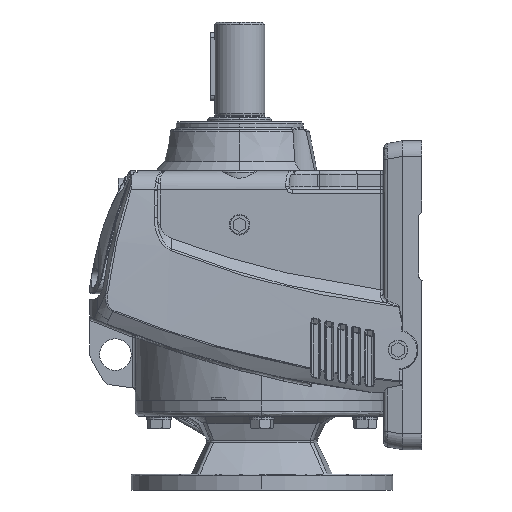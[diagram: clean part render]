
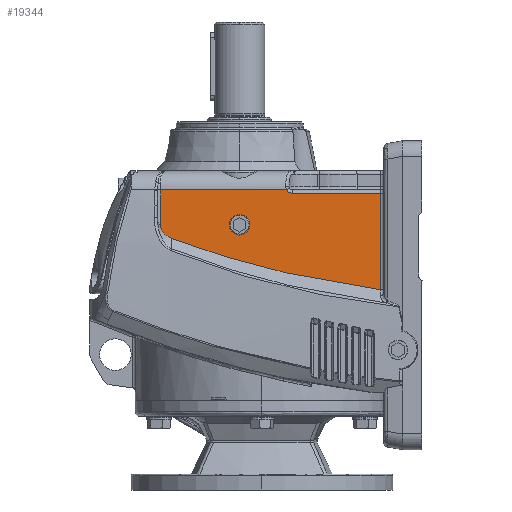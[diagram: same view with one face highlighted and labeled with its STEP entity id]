
A CAD part, left-side view. The second image highlights one B-rep face of the part: STEP entity #19344.
In plain terms, the highlighted planar face has unit normal (-1, 0, 0).
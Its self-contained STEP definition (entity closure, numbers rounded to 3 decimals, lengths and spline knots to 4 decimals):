
#152 = ORIENTED_EDGE ( 'NONE', *, *, #46060, .F. ) ;
#441 = DIRECTION ( 'NONE',  ( 0., 0., 1. ) ) ;
#627 = CARTESIAN_POINT ( 'NONE',  ( -2.9553, 0.8465, -2.9541 ) ) ;
#1009 = CARTESIAN_POINT ( 'NONE',  ( -2.9552, 2.6321, -2.6588 ) ) ;
#1188 = EDGE_CURVE ( 'NONE', #24481, #7817, #23285, .T. ) ;
#3566 = CARTESIAN_POINT ( 'NONE',  ( -2.9552, 3.1836, -0.4724 ) ) ;
#3646 = CARTESIAN_POINT ( 'NONE',  ( -2.9552, 6.3023, -1.4401 ) ) ;
#5047 = CARTESIAN_POINT ( 'NONE',  ( -2.9552, 0.8515, -2.9537 ) ) ;
#5202 = CARTESIAN_POINT ( 'NONE',  ( -2.9552, 6.3166, -1.4104 ) ) ;
#5412 = CARTESIAN_POINT ( 'NONE',  ( -2.9552, 3.8195, -2.3886 ) ) ;
#7006 = VERTEX_POINT ( 'NONE', #9204 ) ;
#7035 = CARTESIAN_POINT ( 'NONE',  ( -2.9552, 3.0464, -0.5512 ) ) ;
#7040 = DIRECTION ( 'NONE',  ( -1., 0., 0. ) ) ;
#7648 = B_SPLINE_CURVE_WITH_KNOTS ( 'NONE', 3,
 ( #627, #48928, #5047, #35876 ),
 .UNSPECIFIED., .F., .F.,
 ( 4, 4 ),
 ( 0., 0.0002 ),
 .UNSPECIFIED. ) ;
#7817 = VERTEX_POINT ( 'NONE', #24908 ) ;
#7879 = CARTESIAN_POINT ( 'NONE',  ( -2.9552, 6.0757, -1.6697 ) ) ;
#7992 = CARTESIAN_POINT ( 'NONE',  ( -2.9552, 3.1375, -0.5233 ) ) ;
#8107 = B_SPLINE_CURVE_WITH_KNOTS ( 'NONE', 3,
 ( #18563, #49303, #22970, #53762, #27391, #1009, #31812, #5412, #36246, #9831, #40637, #14315 ),
 .UNSPECIFIED., .F., .F.,
 ( 4, 2, 2, 2, 2, 4 ),
 ( 0., 0.0149, 0.0381, 0.0613, 0.1077, 0.1361 ),
 .UNSPECIFIED. ) ;
#9204 = CARTESIAN_POINT ( 'NONE',  ( -2.9551, 0.854, -2.9533 ) ) ;
#9816 = EDGE_LOOP ( 'NONE', ( #12619, #152 ) ) ;
#9831 = CARTESIAN_POINT ( 'NONE',  ( -2.9552, 5.3421, -1.9313 ) ) ;
#9991 = ORIENTED_EDGE ( 'NONE', *, *, #33802, .F. ) ;
#10728 = PLANE ( 'NONE',  #38000 ) ;
#12446 = CARTESIAN_POINT ( 'NONE',  ( -2.9552, 3.1134, -0.5366 ) ) ;
#12458 = EDGE_CURVE ( 'NONE', #21484, #17678, #31483, .T. ) ;
#12580 = ORIENTED_EDGE ( 'NONE', *, *, #53643, .F. ) ;
#12619 = ORIENTED_EDGE ( 'NONE', *, *, #12458, .F. ) ;
#13364 = VECTOR ( 'NONE', #42123, 39.3701 ) ;
#14315 = CARTESIAN_POINT ( 'NONE',  ( -2.9552, 6.0446, -1.6812 ) ) ;
#14512 = CARTESIAN_POINT ( 'NONE',  ( -2.9552, 3.5048, -0.5512 ) ) ;
#14782 = LINE ( 'NONE', #15806, #13364 ) ;
#15066 = DIRECTION ( 'NONE',  ( 0., 0., 1. ) ) ;
#15622 = ORIENTED_EDGE ( 'NONE', *, *, #1188, .F. ) ;
#15806 = CARTESIAN_POINT ( 'NONE',  ( -2.9552, 0.8465, -0.5512 ) ) ;
#15827 = DIRECTION ( 'NONE',  ( 0., -1., 0. ) ) ;
#15951 = VECTOR ( 'NONE', #47576, 39.3701 ) ;
#16807 = CARTESIAN_POINT ( 'NONE',  ( -2.9552, 6.145, -1.6268 ) ) ;
#16925 = CARTESIAN_POINT ( 'NONE',  ( -2.9552, 3.094, -0.5441 ) ) ;
#17678 = VERTEX_POINT ( 'NONE', #26704 ) ;
#18563 = CARTESIAN_POINT ( 'NONE',  ( -2.9551, 0.854, -2.9533 ) ) ;
#18655 = ORIENTED_EDGE ( 'NONE', *, *, #46860, .F. ) ;
#19344 = ADVANCED_FACE ( 'NONE', ( #40546, #30212 ), #10728, .F. ) ;
#19635 = DIRECTION ( 'NONE',  ( 0., 0., -1. ) ) ;
#21226 = CARTESIAN_POINT ( 'NONE',  ( -2.9552, 6.1831, -1.5954 ) ) ;
#21336 = CARTESIAN_POINT ( 'NONE',  ( -2.9552, 3.0603, -0.5512 ) ) ;
#21484 = VERTEX_POINT ( 'NONE', #40669 ) ;
#22970 = CARTESIAN_POINT ( 'NONE',  ( -2.9552, 1.2412, -2.9016 ) ) ;
#23285 = LINE ( 'NONE', #41393, #24656 ) ;
#23369 = B_SPLINE_CURVE_WITH_KNOTS ( 'NONE', 3,
 ( #3566, #56372, #34019, #34398, #7992, #38793, #12446, #43254, #16925, #47639, #21336, #52103 ),
 .UNSPECIFIED., .F., .F.,
 ( 4, 2, 2, 2, 2, 4 ),
 ( 0., 0.25, 0.5, 0.625, 0.75, 1. ),
 .UNSPECIFIED. ) ;
#24481 = VERTEX_POINT ( 'NONE', #5202 ) ;
#24656 = VECTOR ( 'NONE', #15066, 39.3701 ) ;
#24663 = CARTESIAN_POINT ( 'NONE',  ( -2.9552, 4.0354, -0.4724 ) ) ;
#24702 = VERTEX_POINT ( 'NONE', #51448 ) ;
#24869 = LINE ( 'NONE', #14512, #15951 ) ;
#24908 = CARTESIAN_POINT ( 'NONE',  ( -2.9552, 6.3166, -0.4724 ) ) ;
#25617 = CARTESIAN_POINT ( 'NONE',  ( -2.9552, 6.2291, -1.5487 ) ) ;
#26704 = CARTESIAN_POINT ( 'NONE',  ( -2.9552, 4.3504, -1.5844 ) ) ;
#26817 = DIRECTION ( 'NONE',  ( -1., 0., 0. ) ) ;
#26901 = VECTOR ( 'NONE', #15827, 39.3701 ) ;
#27391 = CARTESIAN_POINT ( 'NONE',  ( -2.9552, 2.0347, -2.7738 ) ) ;
#28022 = AXIS2_PLACEMENT_3D ( 'NONE', #53186, #26817, #441 ) ;
#28991 = EDGE_CURVE ( 'NONE', #35048, #49103, #23369, .T. ) ;
#30029 = CARTESIAN_POINT ( 'NONE',  ( -2.9552, 6.286, -1.469 ) ) ;
#30212 = FACE_OUTER_BOUND ( 'NONE', #39097, .T. ) ;
#30717 = EDGE_CURVE ( 'NONE', #7006, #52514, #8107, .T. ) ;
#31483 = CIRCLE ( 'NONE', #33254, 0.2458 ) ;
#31812 = CARTESIAN_POINT ( 'NONE',  ( -2.9552, 2.9298, -2.5956 ) ) ;
#32574 = ORIENTED_EDGE ( 'NONE', *, *, #30717, .F. ) ;
#32687 = CARTESIAN_POINT ( 'NONE',  ( -2.9553, 0.8465, -2.9541 ) ) ;
#32918 = ORIENTED_EDGE ( 'NONE', *, *, #42392, .F. ) ;
#33254 = AXIS2_PLACEMENT_3D ( 'NONE', #33432, #7040, #37844 ) ;
#33432 = CARTESIAN_POINT ( 'NONE',  ( -2.9552, 4.3504, -1.3386 ) ) ;
#33802 = EDGE_CURVE ( 'NONE', #52514, #24481, #55446, .T. ) ;
#34019 = CARTESIAN_POINT ( 'NONE',  ( -2.9552, 3.1682, -0.4954 ) ) ;
#34398 = CARTESIAN_POINT ( 'NONE',  ( -2.9552, 3.1487, -0.5148 ) ) ;
#34474 = CARTESIAN_POINT ( 'NONE',  ( -2.9552, 6.3166, -1.4104 ) ) ;
#35048 = VERTEX_POINT ( 'NONE', #39223 ) ;
#35876 = CARTESIAN_POINT ( 'NONE',  ( -2.9551, 0.854, -2.9533 ) ) ;
#36246 = CARTESIAN_POINT ( 'NONE',  ( -2.9552, 4.406, -2.2278 ) ) ;
#37844 = DIRECTION ( 'NONE',  ( 0., 0., 1. ) ) ;
#38000 = AXIS2_PLACEMENT_3D ( 'NONE', #41516, #45979, #19635 ) ;
#38570 = LINE ( 'NONE', #24663, #26901 ) ;
#38677 = CARTESIAN_POINT ( 'NONE',  ( -2.9552, 6.0446, -1.6812 ) ) ;
#38793 = CARTESIAN_POINT ( 'NONE',  ( -2.9552, 3.1196, -0.5336 ) ) ;
#39097 = EDGE_LOOP ( 'NONE', ( #18655, #32918, #12580, #55832, #47762, #15622, #9991, #32574 ) ) ;
#39223 = CARTESIAN_POINT ( 'NONE',  ( -2.9552, 3.1836, -0.4724 ) ) ;
#40546 = FACE_BOUND ( 'NONE', #9816, .T. ) ;
#40637 = CARTESIAN_POINT ( 'NONE',  ( -2.9552, 5.695, -1.8105 ) ) ;
#40669 = CARTESIAN_POINT ( 'NONE',  ( -2.9552, 4.3504, -1.0928 ) ) ;
#41393 = CARTESIAN_POINT ( 'NONE',  ( -2.9552, 6.3166, -2.8652 ) ) ;
#41516 = CARTESIAN_POINT ( 'NONE',  ( -2.9552, 3.5048, -2.8652 ) ) ;
#42123 = DIRECTION ( 'NONE',  ( 0., 0., -1. ) ) ;
#42140 = CARTESIAN_POINT ( 'NONE',  ( -2.9552, 6.0446, -1.6812 ) ) ;
#42392 = EDGE_CURVE ( 'NONE', #24702, #51565, #14782, .T. ) ;
#43144 = CARTESIAN_POINT ( 'NONE',  ( -2.9552, 6.1046, -1.6544 ) ) ;
#43254 = CARTESIAN_POINT ( 'NONE',  ( -2.9552, 3.1006, -0.5419 ) ) ;
#45979 = DIRECTION ( 'NONE',  ( 1., 0., 0. ) ) ;
#46060 = EDGE_CURVE ( 'NONE', #17678, #21484, #53469, .T. ) ;
#46860 = EDGE_CURVE ( 'NONE', #51565, #7006, #7648, .T. ) ;
#47533 = CARTESIAN_POINT ( 'NONE',  ( -2.9552, 6.158, -1.6168 ) ) ;
#47576 = DIRECTION ( 'NONE',  ( 0., -1., 0. ) ) ;
#47639 = CARTESIAN_POINT ( 'NONE',  ( -2.9552, 3.074, -0.5494 ) ) ;
#47762 = ORIENTED_EDGE ( 'NONE', *, *, #52520, .F. ) ;
#48928 = CARTESIAN_POINT ( 'NONE',  ( -2.9552, 0.849, -2.9538 ) ) ;
#49103 = VERTEX_POINT ( 'NONE', #7035 ) ;
#49303 = CARTESIAN_POINT ( 'NONE',  ( -2.9552, 1.0477, -2.9283 ) ) ;
#51448 = CARTESIAN_POINT ( 'NONE',  ( -2.9552, 0.8465, -0.5512 ) ) ;
#51565 = VERTEX_POINT ( 'NONE', #32687 ) ;
#51989 = CARTESIAN_POINT ( 'NONE',  ( -2.9552, 6.1951, -1.584 ) ) ;
#52103 = CARTESIAN_POINT ( 'NONE',  ( -2.9552, 3.0464, -0.5512 ) ) ;
#52514 = VERTEX_POINT ( 'NONE', #42140 ) ;
#52520 = EDGE_CURVE ( 'NONE', #7817, #35048, #38570, .T. ) ;
#53186 = CARTESIAN_POINT ( 'NONE',  ( -2.9552, 4.3504, -1.3386 ) ) ;
#53469 = CIRCLE ( 'NONE', #28022, 0.2458 ) ;
#53643 = EDGE_CURVE ( 'NONE', #49103, #24702, #24869, .T. ) ;
#53762 = CARTESIAN_POINT ( 'NONE',  ( -2.9552, 1.7349, -2.8255 ) ) ;
#55446 = B_SPLINE_CURVE_WITH_KNOTS ( 'NONE', 3,
 ( #38677, #7879, #43144, #16807, #47533, #21226, #51989, #25617, #56449, #30029, #3646, #34474 ),
 .UNSPECIFIED., .F., .F.,
 ( 4, 2, 2, 2, 2, 4 ),
 ( 0., 0.0025, 0.0037, 0.005, 0.0074, 0.0099 ),
 .UNSPECIFIED. ) ;
#55832 = ORIENTED_EDGE ( 'NONE', *, *, #28991, .F. ) ;
#56372 = CARTESIAN_POINT ( 'NONE',  ( -2.9552, 3.1766, -0.4845 ) ) ;
#56449 = CARTESIAN_POINT ( 'NONE',  ( -2.9552, 6.2494, -1.5232 ) ) ;
